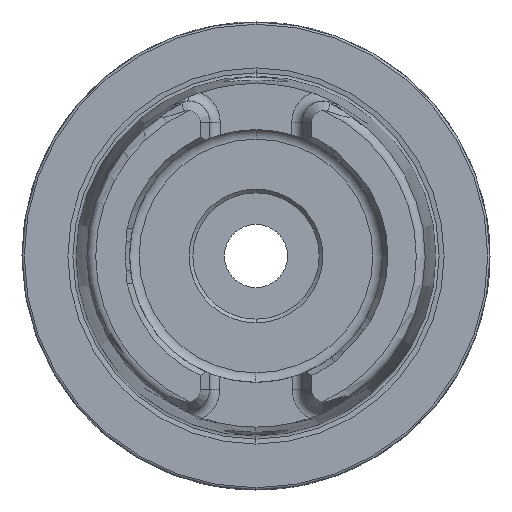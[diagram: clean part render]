
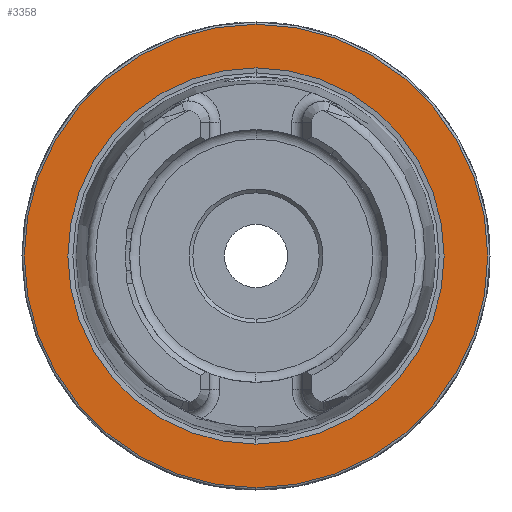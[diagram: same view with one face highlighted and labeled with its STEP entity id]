
A CAD part, left-side view. The second image highlights one B-rep face of the part: STEP entity #3358.
In plain terms, the highlighted planar face has unit normal (-1, 0, 0).
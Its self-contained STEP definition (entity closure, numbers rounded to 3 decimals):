
#439 = AXIS2_PLACEMENT_3D ( 'NONE', #1932, #3478, #9496 ) ;
#719 = DIRECTION ( 'NONE',  ( 1., 0., 0. ) ) ;
#984 = VERTEX_POINT ( 'NONE', #4113 ) ;
#1119 = EDGE_CURVE ( 'NONE', #6436, #984, #3756, .T. ) ;
#1129 = AXIS2_PLACEMENT_3D ( 'NONE', #3702, #5876, #4351 ) ;
#1440 = CARTESIAN_POINT ( 'NONE',  ( 0., 0., 0. ) ) ;
#1625 = EDGE_CURVE ( 'NONE', #8987, #5363, #2241, .T. ) ;
#1932 = CARTESIAN_POINT ( 'NONE',  ( 0., 0., 0. ) ) ;
#2156 = EDGE_LOOP ( 'NONE', ( #5118, #5827 ) ) ;
#2241 = CIRCLE ( 'NONE', #1129, 25.324 ) ;
#2907 = DIRECTION ( 'NONE',  ( -1., 0., 0. ) ) ;
#3358 = ADVANCED_FACE ( 'NONE', ( #7743, #7164 ), #9772, .F. ) ;
#3362 = ORIENTED_EDGE ( 'NONE', *, *, #1625, .F. ) ;
#3478 = DIRECTION ( 'NONE',  ( -1., 0., 0. ) ) ;
#3602 = CARTESIAN_POINT ( 'NONE',  ( 0., 0., 0. ) ) ;
#3663 = CARTESIAN_POINT ( 'NONE',  ( 0., 0., -25.324 ) ) ;
#3702 = CARTESIAN_POINT ( 'NONE',  ( 0., 0., 0. ) ) ;
#3756 = CIRCLE ( 'NONE', #439, 31.2 ) ;
#4113 = CARTESIAN_POINT ( 'NONE',  ( 0., 0., -31.2 ) ) ;
#4193 = EDGE_LOOP ( 'NONE', ( #3362, #8618 ) ) ;
#4351 = DIRECTION ( 'NONE',  ( 0., 0., 1. ) ) ;
#4358 = DIRECTION ( 'NONE',  ( 0., 0., 1. ) ) ;
#4885 = EDGE_CURVE ( 'NONE', #5363, #8987, #9648, .T. ) ;
#5118 = ORIENTED_EDGE ( 'NONE', *, *, #1119, .T. ) ;
#5230 = CARTESIAN_POINT ( 'NONE',  ( 0., 31.2, 0. ) ) ;
#5363 = VERTEX_POINT ( 'NONE', #3663 ) ;
#5827 = ORIENTED_EDGE ( 'NONE', *, *, #7085, .T. ) ;
#5876 = DIRECTION ( 'NONE',  ( -1., 0., 0. ) ) ;
#6436 = VERTEX_POINT ( 'NONE', #9098 ) ;
#7085 = EDGE_CURVE ( 'NONE', #984, #6436, #7919, .T. ) ;
#7164 = FACE_OUTER_BOUND ( 'NONE', #2156, .T. ) ;
#7236 = CARTESIAN_POINT ( 'NONE',  ( 0., 0., 25.324 ) ) ;
#7651 = AXIS2_PLACEMENT_3D ( 'NONE', #1440, #8242, #4358 ) ;
#7743 = FACE_BOUND ( 'NONE', #4193, .T. ) ;
#7857 = AXIS2_PLACEMENT_3D ( 'NONE', #3602, #2907, #8924 ) ;
#7919 = CIRCLE ( 'NONE', #7857, 31.2 ) ;
#8242 = DIRECTION ( 'NONE',  ( -1., 0., 0. ) ) ;
#8273 = DIRECTION ( 'NONE',  ( 0., 0., -1. ) ) ;
#8618 = ORIENTED_EDGE ( 'NONE', *, *, #4885, .F. ) ;
#8797 = AXIS2_PLACEMENT_3D ( 'NONE', #5230, #719, #8273 ) ;
#8924 = DIRECTION ( 'NONE',  ( 0., 0., 1. ) ) ;
#8987 = VERTEX_POINT ( 'NONE', #7236 ) ;
#9098 = CARTESIAN_POINT ( 'NONE',  ( 0., 0., 31.2 ) ) ;
#9496 = DIRECTION ( 'NONE',  ( 0., 0., 1. ) ) ;
#9648 = CIRCLE ( 'NONE', #7651, 25.324 ) ;
#9772 = PLANE ( 'NONE',  #8797 ) ;
